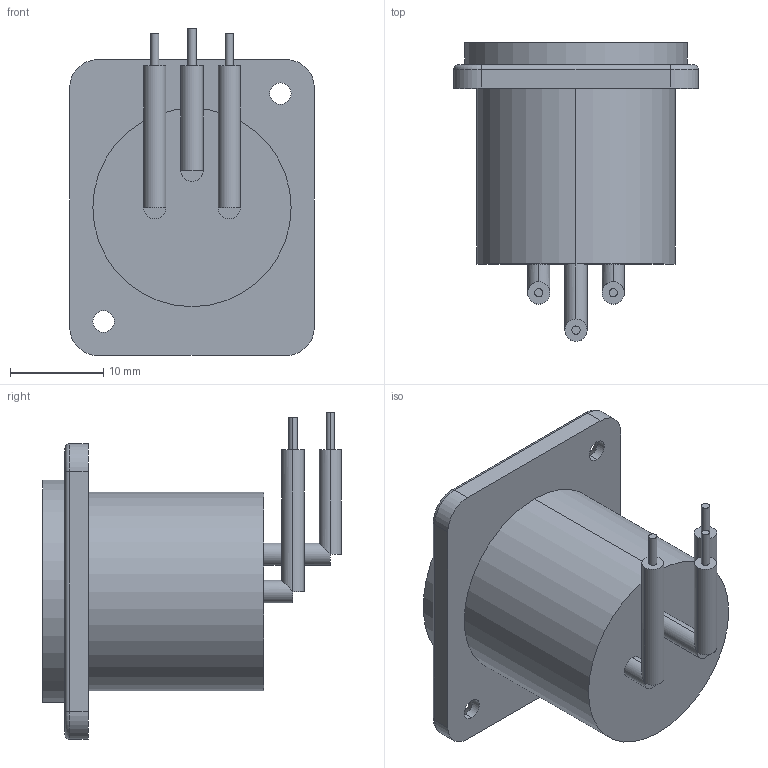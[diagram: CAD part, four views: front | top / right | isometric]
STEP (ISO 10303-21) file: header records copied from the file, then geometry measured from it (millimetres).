
FILE_DESCRIPTION (( 'STEP AP203' ), '1' );
FILE_NAME ('XLR connector for PCB.STEP', '2021-10-07T00:11:42', ( 'user' ), ( '' ), 'SwSTEP 2.0', 'SolidWorks 2018', '' );
FILE_SCHEMA (( 'CONFIG_CONTROL_DESIGN' ));
Length unit declared in the file: millimetre
Products named in the file (1): XLR connector for PCB
Bounding box: 26.29 x 32.13 x 35.14 mm (x, y, z)
Volume: 8519.9 mm3; surface area: 5222.9 mm2
Topology: 1 solids, 1 shells, 78 faces, 172 edges, 108 vertices
Faces by surface type: cylinder 43, plane 27, cone 4, torus 4
Entity records: 2256 total; most frequent: DIRECTION 419, CARTESIAN_POINT 377, ORIENTED_EDGE 344, AXIS2_PLACEMENT_3D 174, EDGE_CURVE 172, VERTEX_POINT 108, CIRCLE 95, EDGE_LOOP 94
